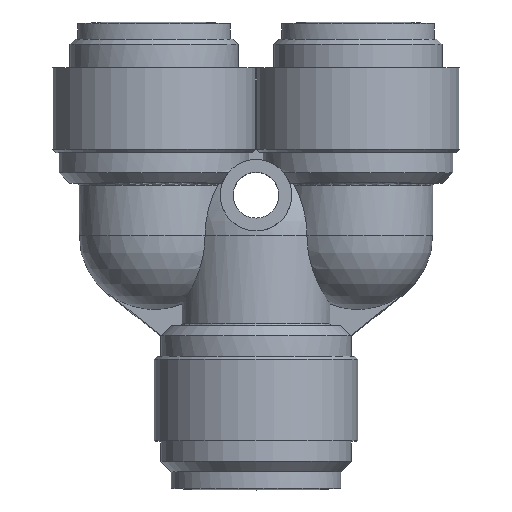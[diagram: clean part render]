
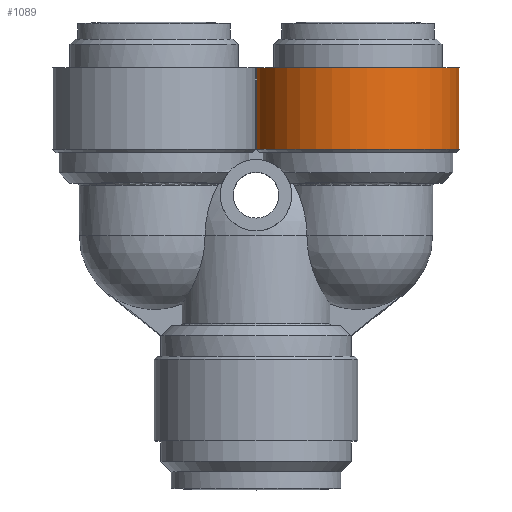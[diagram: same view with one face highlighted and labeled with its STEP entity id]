
A CAD part, top view. The second image highlights one B-rep face of the part: STEP entity #1089.
In plain terms, the highlighted cylindrical face has radius 10 mm (diameter 20 mm), a partial arc.
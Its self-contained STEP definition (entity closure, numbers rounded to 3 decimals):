
#119=LINE($,#1772,#152);
#128=LINE($,#2107,#161);
#152=VECTOR($,#1313,8.);
#161=VECTOR($,#1444,8.);
#245=FACE_OUTER_BOUND($,#329,.T.);
#329=EDGE_LOOP($,(#858,#859,#860,#861));
#426=CIRCLE($,#1205,10.);
#427=CIRCLE($,#1207,10.);
#484=VERTEX_POINT($,#1767);
#485=VERTEX_POINT($,#1771);
#527=VERTEX_POINT($,#2100);
#528=VERTEX_POINT($,#2106);
#594=EDGE_CURVE($,#484,#485,#119,.T.);
#654=EDGE_CURVE($,#527,#484,#426,.T.);
#655=EDGE_CURVE($,#528,#527,#128,.T.);
#656=EDGE_CURVE($,#528,#485,#427,.T.);
#858=ORIENTED_EDGE($,*,*,#594,.F.);
#859=ORIENTED_EDGE($,*,*,#654,.F.);
#860=ORIENTED_EDGE($,*,*,#655,.F.);
#861=ORIENTED_EDGE($,*,*,#656,.T.);
#1049=CYLINDRICAL_SURFACE($,#1206,10.);
#1089=ADVANCED_FACE($,(#245),#1049,.T.);
#1205=AXIS2_PLACEMENT_3D($,#2104,#1440,#1441);
#1206=AXIS2_PLACEMENT_3D($,#2105,#1442,#1443);
#1207=AXIS2_PLACEMENT_3D($,#2108,#1445,#1446);
#1313=DIRECTION($,(0.,1.,0.));
#1440=DIRECTION('center_axis',(0.,-1.,0.));
#1441=DIRECTION('ref_axis',(-1.,0.,0.));
#1442=DIRECTION('center_axis',(0.,-1.,0.));
#1443=DIRECTION('ref_axis',(1.,0.,0.));
#1444=DIRECTION($,(0.,-1.,0.));
#1445=DIRECTION('center_axis',(0.,-1.,0.));
#1446=DIRECTION('ref_axis',(-1.,0.,0.));
#1767=CARTESIAN_POINT('',(0.05,33.4,1.));
#1771=CARTESIAN_POINT('',(0.05,41.4,1.));
#1772=CARTESIAN_POINT($,(0.05,37.4,1.));
#2100=CARTESIAN_POINT('',(0.05,33.4,-1.));
#2104=CARTESIAN_POINT('Origin',(10.,33.4,0.));
#2105=CARTESIAN_POINT('Origin',(10.,37.4,0.));
#2106=CARTESIAN_POINT('',(0.05,41.4,-1.));
#2107=CARTESIAN_POINT($,(0.05,37.4,-1.));
#2108=CARTESIAN_POINT('Origin',(10.,41.4,0.));
